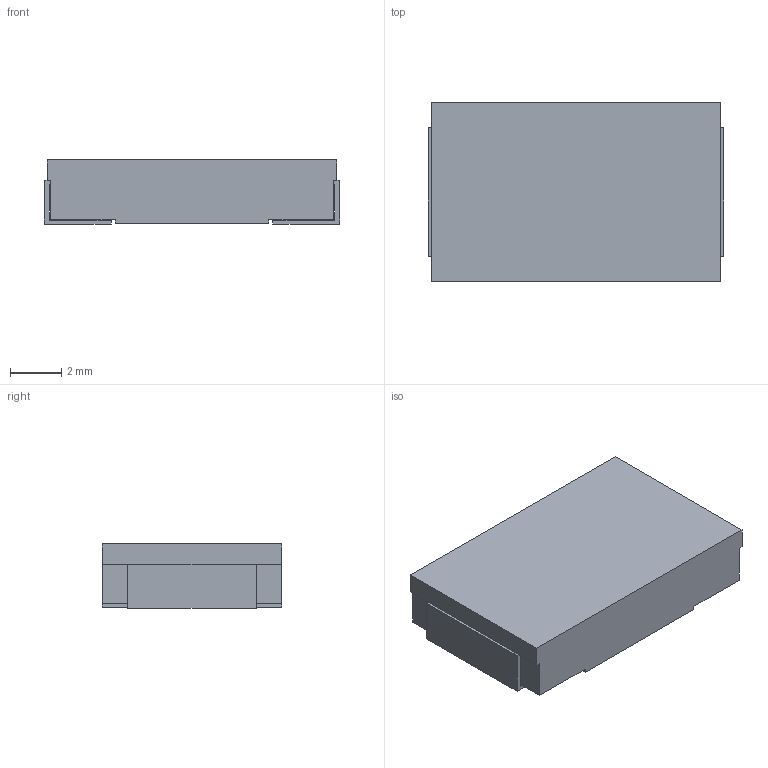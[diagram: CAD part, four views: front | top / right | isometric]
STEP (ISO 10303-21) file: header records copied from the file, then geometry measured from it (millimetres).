
FILE_DESCRIPTION (( 'STEP AP203' ), '1' );
FILE_NAME ('SL2.STEP', '2019-11-08T02:06:01', ( '' ), ( '' ), 'SwSTEP 2.0', 'SolidWorks 2019', '' );
FILE_SCHEMA (( 'CONFIG_CONTROL_DESIGN' ));
Length unit declared in the file: millimetre
Products named in the file (1): SL2
Bounding box: 11.5 x 7 x 2.5 mm (x, y, z)
Volume: 193.9 mm3; surface area: 330.3 mm2
Topology: 1 solids, 1 shells, 34 faces, 92 edges, 60 vertices
Faces by surface type: plane 34
Entity records: 1121 total; most frequent: CARTESIAN_POINT 187, ORIENTED_EDGE 184, DIRECTION 162, VECTOR 92, EDGE_CURVE 92, LINE 92, VERTEX_POINT 60, AXIS2_PLACEMENT_3D 35
